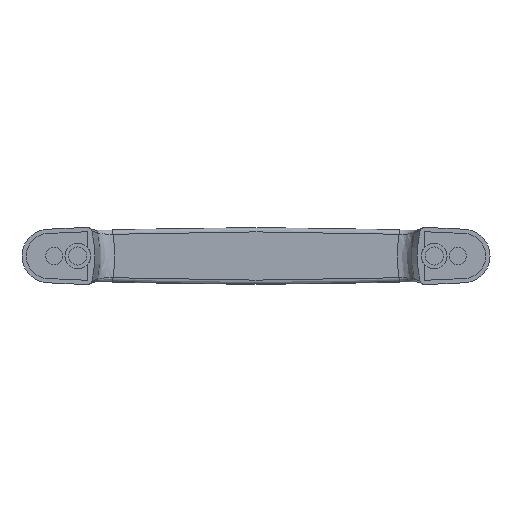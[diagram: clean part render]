
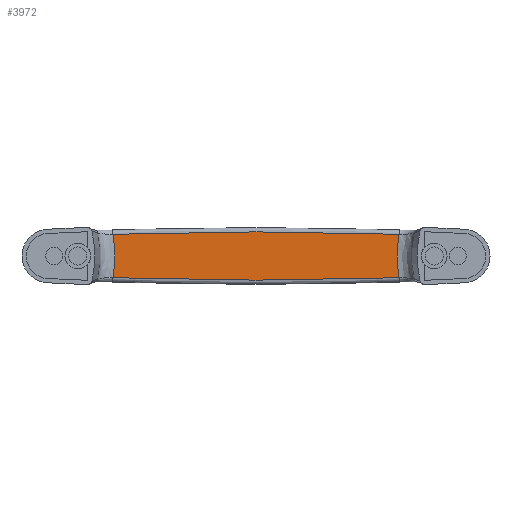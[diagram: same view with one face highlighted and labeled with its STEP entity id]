
A CAD part, front view. The second image highlights one B-rep face of the part: STEP entity #3972.
In plain terms, the highlighted planar face has unit normal (0, -1, 0).
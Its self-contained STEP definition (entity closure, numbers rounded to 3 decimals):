
#33 = CARTESIAN_POINT ( 'NONE',  ( -65.735, 27., -3.405 ) ) ;
#299 = CARTESIAN_POINT ( 'NONE',  ( 66.038, 27., 6.778 ) ) ;
#506 = CARTESIAN_POINT ( 'NONE',  ( -66.641, 27., 10.118 ) ) ;
#511 = EDGE_CURVE ( 'NONE', #1435, #3938, #1519, .T. ) ;
#826 = CARTESIAN_POINT ( 'NONE',  ( 22.227, 27., 11.599 ) ) ;
#893 = CARTESIAN_POINT ( 'NONE',  ( -66.641, 27., -10.118 ) ) ;
#978 = VERTEX_POINT ( 'NONE', #3161 ) ;
#1063 = B_SPLINE_CURVE_WITH_KNOTS ( 'NONE', 3,
 ( #3730, #1307, #3504, #1657 ),
 .UNSPECIFIED., .F., .F.,
 ( 4, 4 ),
 ( 0., 0.133 ),
 .UNSPECIFIED. ) ;
#1159 = ORIENTED_EDGE ( 'NONE', *, *, #2468, .T. ) ;
#1187 = PLANE ( 'NONE',  #2843 ) ;
#1262 = CARTESIAN_POINT ( 'NONE',  ( -65.735, 27., 3.405 ) ) ;
#1307 = CARTESIAN_POINT ( 'NONE',  ( -22.227, 27., -11.599 ) ) ;
#1435 = VERTEX_POINT ( 'NONE', #2978 ) ;
#1455 = CARTESIAN_POINT ( 'NONE',  ( 66.641, 27., -10.118 ) ) ;
#1471 = CARTESIAN_POINT ( 'NONE',  ( -66.641, 27., 10.118 ) ) ;
#1475 = FACE_OUTER_BOUND ( 'NONE', #1620, .T. ) ;
#1519 = B_SPLINE_CURVE_WITH_KNOTS ( 'NONE', 3,
 ( #3888, #826, #2402, #506 ),
 .UNSPECIFIED., .F., .F.,
 ( 4, 4 ),
 ( 0., 0.133 ),
 .UNSPECIFIED. ) ;
#1620 = EDGE_LOOP ( 'NONE', ( #2607, #3065, #1159, #3936 ) ) ;
#1657 = CARTESIAN_POINT ( 'NONE',  ( 66.641, 27., -10.118 ) ) ;
#1932 = CARTESIAN_POINT ( 'NONE',  ( -66.641, 27., 10.118 ) ) ;
#2003 = B_SPLINE_CURVE_WITH_KNOTS ( 'NONE', 3,
 ( #1455, #3749, #2157, #3427, #299, #2142 ),
 .UNSPECIFIED., .F., .F.,
 ( 4, 2, 4 ),
 ( 0.002, 0.012, 0.022 ),
 .UNSPECIFIED. ) ;
#2142 = CARTESIAN_POINT ( 'NONE',  ( 66.641, 27., 10.118 ) ) ;
#2157 = CARTESIAN_POINT ( 'NONE',  ( 65.735, 27., -3.405 ) ) ;
#2187 = DIRECTION ( 'NONE',  ( 0., 0., 1. ) ) ;
#2252 = CARTESIAN_POINT ( 'NONE',  ( -66.038, 27., 6.778 ) ) ;
#2402 = CARTESIAN_POINT ( 'NONE',  ( -22.227, 27., 11.599 ) ) ;
#2468 = EDGE_CURVE ( 'NONE', #3147, #1435, #2003, .T. ) ;
#2545 = B_SPLINE_CURVE_WITH_KNOTS ( 'NONE', 3,
 ( #1932, #2252, #1262, #33, #3748, #893 ),
 .UNSPECIFIED., .F., .F.,
 ( 4, 2, 4 ),
 ( 0.002, 0.012, 0.022 ),
 .UNSPECIFIED. ) ;
#2607 = ORIENTED_EDGE ( 'NONE', *, *, #3729, .T. ) ;
#2843 = AXIS2_PLACEMENT_3D ( 'NONE', #3666, #3976, #2187 ) ;
#2978 = CARTESIAN_POINT ( 'NONE',  ( 66.641, 27., 10.118 ) ) ;
#3065 = ORIENTED_EDGE ( 'NONE', *, *, #3772, .T. ) ;
#3147 = VERTEX_POINT ( 'NONE', #3270 ) ;
#3161 = CARTESIAN_POINT ( 'NONE',  ( -66.641, 27., -10.118 ) ) ;
#3270 = CARTESIAN_POINT ( 'NONE',  ( 66.641, 27., -10.118 ) ) ;
#3427 = CARTESIAN_POINT ( 'NONE',  ( 65.735, 27., 3.405 ) ) ;
#3504 = CARTESIAN_POINT ( 'NONE',  ( 22.227, 27., -11.599 ) ) ;
#3666 = CARTESIAN_POINT ( 'NONE',  ( 3., 27., -1989.661 ) ) ;
#3729 = EDGE_CURVE ( 'NONE', #3938, #978, #2545, .T. ) ;
#3730 = CARTESIAN_POINT ( 'NONE',  ( -66.641, 27., -10.118 ) ) ;
#3748 = CARTESIAN_POINT ( 'NONE',  ( -66.038, 27., -6.778 ) ) ;
#3749 = CARTESIAN_POINT ( 'NONE',  ( 66.038, 27., -6.778 ) ) ;
#3772 = EDGE_CURVE ( 'NONE', #978, #3147, #1063, .T. ) ;
#3888 = CARTESIAN_POINT ( 'NONE',  ( 66.641, 27., 10.118 ) ) ;
#3936 = ORIENTED_EDGE ( 'NONE', *, *, #511, .T. ) ;
#3938 = VERTEX_POINT ( 'NONE', #1471 ) ;
#3972 = ADVANCED_FACE ( 'NONE', ( #1475 ), #1187, .F. ) ;
#3976 = DIRECTION ( 'NONE',  ( 0., 1., 0. ) ) ;
